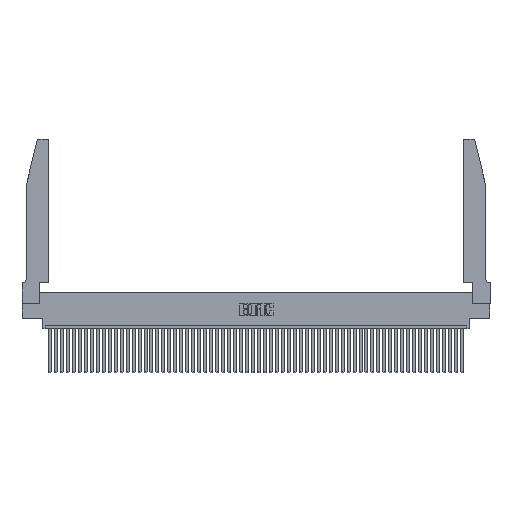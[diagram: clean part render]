
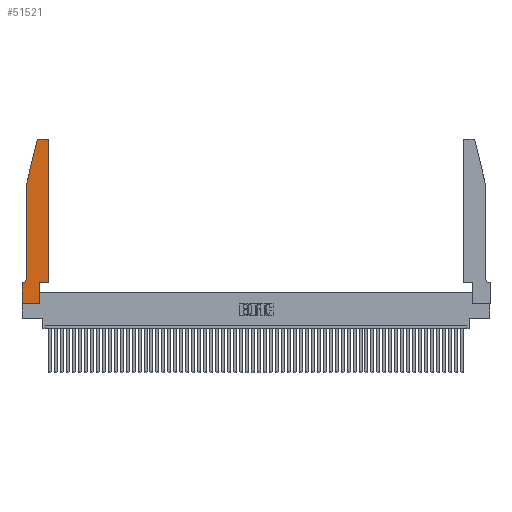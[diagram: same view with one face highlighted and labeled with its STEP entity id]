
A CAD part, top view. The second image highlights one B-rep face of the part: STEP entity #51521.
In plain terms, the highlighted planar face has unit normal (0, 0, 1).
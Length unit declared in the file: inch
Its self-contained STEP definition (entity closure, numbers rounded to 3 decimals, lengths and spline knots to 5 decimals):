
#89 = LINE ( 'NONE', #48558, #5221 ) ;
#786 = CARTESIAN_POINT ( 'NONE',  ( 0., 0.35, 0.37 ) ) ;
#2427 = LINE ( 'NONE', #47938, #31520 ) ;
#2554 = CARTESIAN_POINT ( 'NONE',  ( 0.0055, 0.35, 0.37 ) ) ;
#2918 = EDGE_LOOP ( 'NONE', ( #40618, #27383, #21164, #11081, #50975, #21545, #35662, #8678, #30555, #21569, #22030, #8651 ) ) ;
#3083 = CARTESIAN_POINT ( 'NONE',  ( 0.25487, 2.72718, 0.37 ) ) ;
#4269 = LINE ( 'NONE', #34771, #26145 ) ;
#4426 = PLANE ( 'NONE',  #47793 ) ;
#4712 = VECTOR ( 'NONE', #6392, 39.37008 ) ;
#5221 = VECTOR ( 'NONE', #16031, 39.37008 ) ;
#5251 = DIRECTION ( 'NONE',  ( 0., -1., 0. ) ) ;
#6388 = VECTOR ( 'NONE', #11772, 39.37008 ) ;
#6392 = DIRECTION ( 'NONE',  ( 0., 1., 0. ) ) ;
#7021 = DIRECTION ( 'NONE',  ( 1., 0., 0. ) ) ;
#7878 = CARTESIAN_POINT ( 'NONE',  ( 0.4505, 2.72, 0.37 ) ) ;
#8313 = EDGE_CURVE ( 'NONE', #35028, #44164, #4269, .T. ) ;
#8651 = ORIENTED_EDGE ( 'NONE', *, *, #49669, .T. ) ;
#8678 = ORIENTED_EDGE ( 'NONE', *, *, #24915, .T. ) ;
#9916 = EDGE_CURVE ( 'NONE', #48473, #37688, #32560, .T. ) ;
#11081 = ORIENTED_EDGE ( 'NONE', *, *, #42504, .T. ) ;
#11772 = DIRECTION ( 'NONE',  ( 0., 1., 0. ) ) ;
#13015 = EDGE_CURVE ( 'NONE', #21840, #37414, #21150, .T. ) ;
#13922 = VERTEX_POINT ( 'NONE', #2554 ) ;
#14263 = CIRCLE ( 'NONE', #14421, 0.07 ) ;
#14403 = CARTESIAN_POINT ( 'NONE',  ( 0.2865, 0., 0.37 ) ) ;
#14421 = AXIS2_PLACEMENT_3D ( 'NONE', #22372, #21991, #30705 ) ;
#14848 = AXIS2_PLACEMENT_3D ( 'NONE', #48511, #23734, #14881 ) ;
#14881 = DIRECTION ( 'NONE',  ( 1., 0., 0. ) ) ;
#16031 = DIRECTION ( 'NONE',  ( -1., 0., 0. ) ) ;
#16036 = EDGE_CURVE ( 'NONE', #16761, #35028, #49731, .T. ) ;
#16500 = EDGE_CURVE ( 'NONE', #46951, #16761, #2427, .T. ) ;
#16752 = DIRECTION ( 'NONE',  ( 1., 0., 0. ) ) ;
#16761 = VERTEX_POINT ( 'NONE', #35366 ) ;
#17393 = DIRECTION ( 'NONE',  ( 1., 0., 0. ) ) ;
#17780 = VERTEX_POINT ( 'NONE', #14403 ) ;
#18670 = CARTESIAN_POINT ( 'NONE',  ( 0.0755, 2., 0.37 ) ) ;
#19091 = CARTESIAN_POINT ( 'NONE',  ( 0.0755, 2., 0.37 ) ) ;
#20175 = CARTESIAN_POINT ( 'NONE',  ( 0.284, 2.72, 0.37 ) ) ;
#20199 = CARTESIAN_POINT ( 'NONE',  ( 0., 0.35, 0.37 ) ) ;
#20401 = EDGE_CURVE ( 'NONE', #32213, #13922, #14263, .T. ) ;
#20546 = VECTOR ( 'NONE', #5251, 39.37008 ) ;
#20711 = CARTESIAN_POINT ( 'NONE',  ( 0.0755, 0.42, 0.37 ) ) ;
#21150 = LINE ( 'NONE', #21158, #20546 ) ;
#21158 = CARTESIAN_POINT ( 'NONE',  ( 0., 0., 0.37 ) ) ;
#21164 = ORIENTED_EDGE ( 'NONE', *, *, #8313, .T. ) ;
#21192 = DIRECTION ( 'NONE',  ( 0., 0., 1. ) ) ;
#21545 = ORIENTED_EDGE ( 'NONE', *, *, #29190, .T. ) ;
#21569 = ORIENTED_EDGE ( 'NONE', *, *, #29406, .T. ) ;
#21840 = VERTEX_POINT ( 'NONE', #20199 ) ;
#21991 = DIRECTION ( 'NONE',  ( 0., 0., -1. ) ) ;
#22030 = ORIENTED_EDGE ( 'NONE', *, *, #9916, .T. ) ;
#22372 = CARTESIAN_POINT ( 'NONE',  ( 0.0055, 0.42, 0.37 ) ) ;
#22913 = CARTESIAN_POINT ( 'NONE',  ( 0.2865, 0.35, 0.37 ) ) ;
#23734 = DIRECTION ( 'NONE',  ( 0., 0., 1. ) ) ;
#24915 = EDGE_CURVE ( 'NONE', #37414, #17780, #30580, .T. ) ;
#26145 = VECTOR ( 'NONE', #46915, 39.37008 ) ;
#26333 = VERTEX_POINT ( 'NONE', #22913 ) ;
#26597 = CARTESIAN_POINT ( 'NONE',  ( 0.4505, 0.35, 0.37 ) ) ;
#27315 = DIRECTION ( 'NONE',  ( -1., 0., 0. ) ) ;
#27383 = ORIENTED_EDGE ( 'NONE', *, *, #16036, .T. ) ;
#27915 = DIRECTION ( 'NONE',  ( 0., -1., 0. ) ) ;
#27988 = CARTESIAN_POINT ( 'NONE',  ( 0.4505, 0.35, 0.37 ) ) ;
#29190 = EDGE_CURVE ( 'NONE', #13922, #21840, #89, .T. ) ;
#29406 = EDGE_CURVE ( 'NONE', #26333, #48473, #49273, .T. ) ;
#29627 = LINE ( 'NONE', #53040, #6388 ) ;
#29924 = LINE ( 'NONE', #18670, #53359 ) ;
#30555 = ORIENTED_EDGE ( 'NONE', *, *, #44892, .T. ) ;
#30580 = LINE ( 'NONE', #37843, #44860 ) ;
#30705 = DIRECTION ( 'NONE',  ( -1., 0., 0. ) ) ;
#31520 = VECTOR ( 'NONE', #27315, 39.37008 ) ;
#32213 = VERTEX_POINT ( 'NONE', #20711 ) ;
#32560 = LINE ( 'NONE', #26597, #4712 ) ;
#33883 = FACE_OUTER_BOUND ( 'NONE', #2918, .T. ) ;
#34771 = CARTESIAN_POINT ( 'NONE',  ( 0.0755, 2., 0.37 ) ) ;
#35028 = VERTEX_POINT ( 'NONE', #3083 ) ;
#35366 = CARTESIAN_POINT ( 'NONE',  ( 0.284, 2.75, 0.37 ) ) ;
#35662 = ORIENTED_EDGE ( 'NONE', *, *, #13015, .T. ) ;
#37414 = VERTEX_POINT ( 'NONE', #39201 ) ;
#37688 = VERTEX_POINT ( 'NONE', #7878 ) ;
#37762 = CARTESIAN_POINT ( 'NONE',  ( 0.4505, 0.35, 0.37 ) ) ;
#37843 = CARTESIAN_POINT ( 'NONE',  ( 0., 0., 0.37 ) ) ;
#38173 = VECTOR ( 'NONE', #42781, 39.37008 ) ;
#38188 = CARTESIAN_POINT ( 'NONE',  ( 0.4205, 2.75, 0.37 ) ) ;
#39201 = CARTESIAN_POINT ( 'NONE',  ( 0., 0., 0.37 ) ) ;
#40618 = ORIENTED_EDGE ( 'NONE', *, *, #16500, .T. ) ;
#41497 = DIRECTION ( 'NONE',  ( 0., 0., 1. ) ) ;
#42504 = EDGE_CURVE ( 'NONE', #44164, #32213, #29924, .T. ) ;
#42781 = DIRECTION ( 'NONE',  ( 1., 0., 0. ) ) ;
#43395 = CIRCLE ( 'NONE', #14848, 0.03 ) ;
#44164 = VERTEX_POINT ( 'NONE', #19091 ) ;
#44860 = VECTOR ( 'NONE', #7021, 39.37008 ) ;
#44892 = EDGE_CURVE ( 'NONE', #17780, #26333, #29627, .T. ) ;
#46915 = DIRECTION ( 'NONE',  ( -0.239, -0.971, 0. ) ) ;
#46951 = VERTEX_POINT ( 'NONE', #38188 ) ;
#47793 = AXIS2_PLACEMENT_3D ( 'NONE', #786, #21192, #17393 ) ;
#47938 = CARTESIAN_POINT ( 'NONE',  ( 0.2605, 2.75, 0.37 ) ) ;
#48473 = VERTEX_POINT ( 'NONE', #27988 ) ;
#48511 = CARTESIAN_POINT ( 'NONE',  ( 0.4205, 2.72, 0.37 ) ) ;
#48558 = CARTESIAN_POINT ( 'NONE',  ( 0.0755, 0.35, 0.37 ) ) ;
#49273 = LINE ( 'NONE', #37762, #38173 ) ;
#49669 = EDGE_CURVE ( 'NONE', #37688, #46951, #43395, .T. ) ;
#49731 = CIRCLE ( 'NONE', #51004, 0.03 ) ;
#50975 = ORIENTED_EDGE ( 'NONE', *, *, #20401, .T. ) ;
#51004 = AXIS2_PLACEMENT_3D ( 'NONE', #20175, #41497, #16752 ) ;
#51521 = ADVANCED_FACE ( 'NONE', ( #33883 ), #4426, .T. ) ;
#53040 = CARTESIAN_POINT ( 'NONE',  ( 0.2865, 0.35, 0.37 ) ) ;
#53359 = VECTOR ( 'NONE', #27915, 39.37008 ) ;
